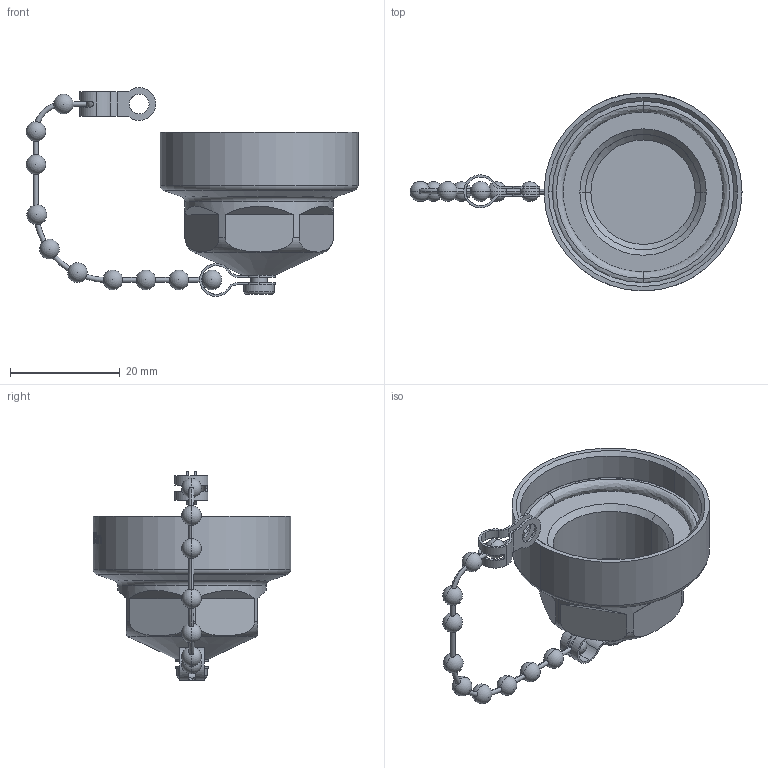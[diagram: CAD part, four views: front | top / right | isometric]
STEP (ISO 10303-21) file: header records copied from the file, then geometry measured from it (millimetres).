
FILE_DESCRIPTION (( 'STEP AP214' ), '1' );
FILE_NAME ('H60030A0000H50.STEP', '2014-02-27T09:36:44', ( 'Wartung1' ), ( '' ), 'SwSTEP 2.0', 'SolidWorks 2013', '' );
FILE_SCHEMA (( 'AUTOMOTIVE_DESIGN' ));
Length unit declared in the file: millimetre
Products named in the file (6): B07015A0010; B10024A0000H2; B06012A0022_angeschlossen 1mm-Blech; B04001A0439; B04005A1421; H60030A0000H50
Assembly tree (6 placements, depth 2):
  H60030A0000H50
    B04005A1421
    B04001A0439
    B06012A0022_angeschlossen 1mm-Blech  x2
    B10024A0000H2
    B07015A0010
Bounding box: 60.39 x 36 x 38 mm (x, y, z)
Volume: 7458.1 mm3; surface area: 7569 mm2
Topology: 6 solids, 6 shells, 288 faces, 793 edges, 500 vertices
Faces by surface type: cylinder 94, plane 88, bspline 48, sphere 22, cone 20, torus 16
Entity records: 9905 total; most frequent: CARTESIAN_POINT 3884, ORIENTED_EDGE 1260, DIRECTION 1139, EDGE_CURVE 630, AXIS2_PLACEMENT_3D 441, VERTEX_POINT 396, EDGE_LOOP 268, VECTOR 257
